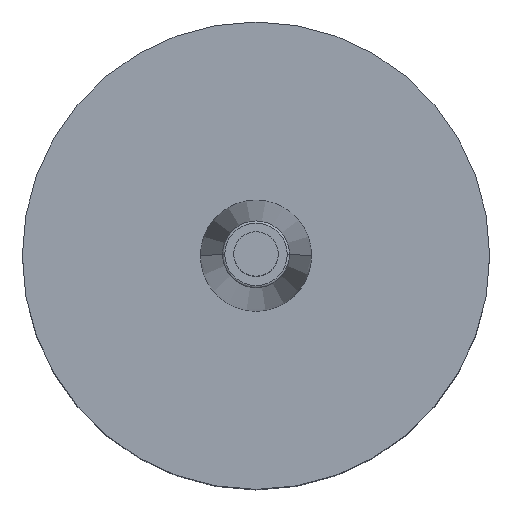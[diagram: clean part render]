
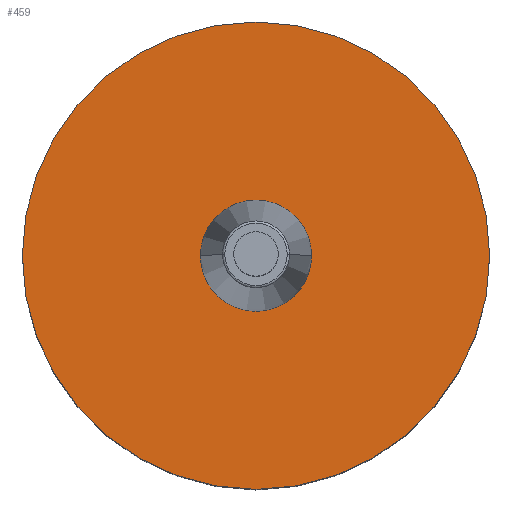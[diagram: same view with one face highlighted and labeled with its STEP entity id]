
A CAD part, top view. The second image highlights one B-rep face of the part: STEP entity #459.
In plain terms, the highlighted planar face has unit normal (0, 0, 1).
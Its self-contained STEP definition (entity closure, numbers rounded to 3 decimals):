
#150=CARTESIAN_POINT('',(0.,0.,35.));
#151=DIRECTION('',(0.,0.,1.));
#152=DIRECTION('',(1.,0.,0.));
#153=AXIS2_PLACEMENT_3D('',#150,#151,#152);
#155=CARTESIAN_POINT('',(0.,0.,35.));
#156=DIRECTION('',(0.,0.,1.));
#157=DIRECTION('',(-1.,0.,0.));
#158=AXIS2_PLACEMENT_3D('',#155,#156,#157);
#160=CARTESIAN_POINT('',(0.,0.,35.));
#161=DIRECTION('',(0.,0.,-1.));
#162=DIRECTION('',(-1.,0.,0.));
#163=AXIS2_PLACEMENT_3D('',#160,#161,#162);
#165=CARTESIAN_POINT('',(0.,0.,35.));
#166=DIRECTION('',(0.,0.,-1.));
#167=DIRECTION('',(1.,0.,0.));
#168=AXIS2_PLACEMENT_3D('',#165,#166,#167);
#240=CARTESIAN_POINT('',(10.5,0.,35.));
#241=CARTESIAN_POINT('',(-10.5,0.,35.));
#242=VERTEX_POINT('',#240);
#243=VERTEX_POINT('',#241);
#256=CARTESIAN_POINT('',(-2.5,0.,35.));
#257=CARTESIAN_POINT('',(2.5,0.,35.));
#258=VERTEX_POINT('',#256);
#259=VERTEX_POINT('',#257);
#444=CARTESIAN_POINT('',(0.,0.,35.));
#445=DIRECTION('',(0.,0.,1.));
#446=DIRECTION('',(1.,0.,0.));
#447=AXIS2_PLACEMENT_3D('',#444,#445,#446);
#448=PLANE('',#447);
#449=ORIENTED_EDGE('',*,*,#410,.F.);
#450=ORIENTED_EDGE('',*,*,#431,.F.);
#451=EDGE_LOOP('',(#449,#450));
#452=FACE_OUTER_BOUND('',#451,.F.);
#454=ORIENTED_EDGE('',*,*,#453,.F.);
#456=ORIENTED_EDGE('',*,*,#455,.F.);
#457=EDGE_LOOP('',(#454,#456));
#458=FACE_BOUND('',#457,.F.);
#459=ADVANCED_FACE('',(#452,#458),#448,.T.);
#154=CIRCLE('',#153,10.5);
#159=CIRCLE('',#158,10.5);
#164=CIRCLE('',#163,2.5);
#169=CIRCLE('',#168,2.5);
#410=EDGE_CURVE('',#242,#243,#154,.T.);
#431=EDGE_CURVE('',#243,#242,#159,.T.);
#453=EDGE_CURVE('',#258,#259,#164,.T.);
#455=EDGE_CURVE('',#259,#258,#169,.T.);
